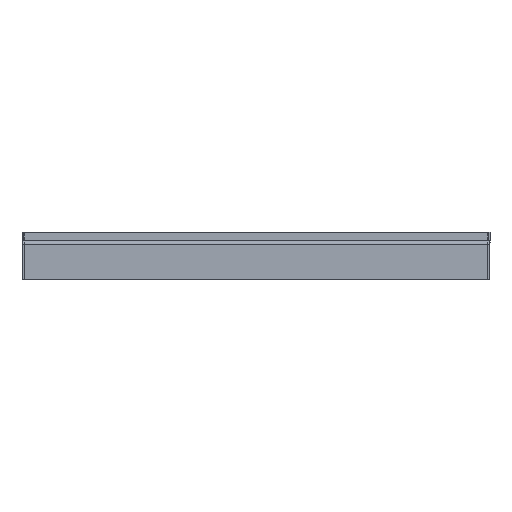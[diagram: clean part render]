
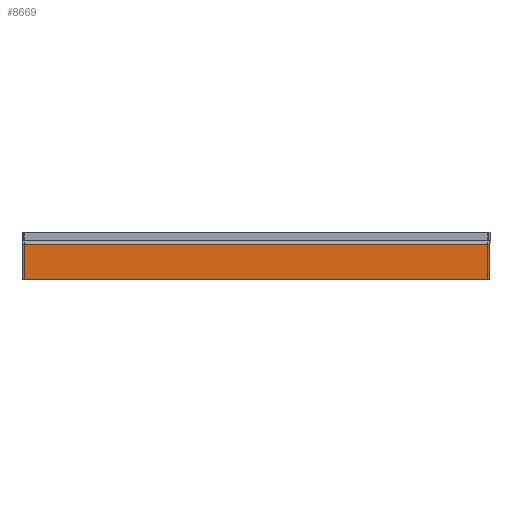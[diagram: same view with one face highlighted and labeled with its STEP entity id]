
A CAD part, top view. The second image highlights one B-rep face of the part: STEP entity #8669.
In plain terms, the highlighted planar face has unit normal (0, 0, 1).
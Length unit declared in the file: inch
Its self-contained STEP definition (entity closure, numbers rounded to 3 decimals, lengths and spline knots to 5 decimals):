
#311 = DIRECTION ( 'NONE',  ( 1., 0., 0. ) ) ;
#438 = ORIENTED_EDGE ( 'NONE', *, *, #5648, .T. ) ;
#859 = LINE ( 'NONE', #6684, #5116 ) ;
#1031 = CARTESIAN_POINT ( 'NONE',  ( 0., 0., 17. ) ) ;
#1073 = DIRECTION ( 'NONE',  ( 0., 0., 1. ) ) ;
#1301 = CARTESIAN_POINT ( 'NONE',  ( 26.96651, -0.375, 17. ) ) ;
#1400 = VERTEX_POINT ( 'NONE', #4826 ) ;
#1920 = DIRECTION ( 'NONE',  ( 0., 1., 0. ) ) ;
#1941 = EDGE_CURVE ( 'NONE', #5763, #6553, #859, .T. ) ;
#2175 = DIRECTION ( 'NONE',  ( 0., -1., 0. ) ) ;
#2273 = LINE ( 'NONE', #5384, #3389 ) ;
#2815 = EDGE_CURVE ( 'NONE', #5802, #6553, #6414, .T. ) ;
#3389 = VECTOR ( 'NONE', #2175, 39.37008 ) ;
#3485 = CARTESIAN_POINT ( 'NONE',  ( 26.96651, 0., 17. ) ) ;
#3682 = EDGE_LOOP ( 'NONE', ( #6390, #438, #7724, #8766 ) ) ;
#3811 = CARTESIAN_POINT ( 'NONE',  ( 26.96651, -4.5, 17. ) ) ;
#4548 = DIRECTION ( 'NONE',  ( 1., 0., 0. ) ) ;
#4632 = PLANE ( 'NONE',  #6123 ) ;
#4826 = CARTESIAN_POINT ( 'NONE',  ( -26.96651, -4.5, 17. ) ) ;
#5116 = VECTOR ( 'NONE', #5310, 39.37008 ) ;
#5310 = DIRECTION ( 'NONE',  ( 1., 0., 0. ) ) ;
#5339 = FACE_OUTER_BOUND ( 'NONE', #3682, .T. ) ;
#5384 = CARTESIAN_POINT ( 'NONE',  ( -26.96651, 0., 17. ) ) ;
#5448 = LINE ( 'NONE', #7451, #8863 ) ;
#5648 = EDGE_CURVE ( 'NONE', #5763, #1400, #2273, .T. ) ;
#5763 = VERTEX_POINT ( 'NONE', #7897 ) ;
#5802 = VERTEX_POINT ( 'NONE', #3811 ) ;
#6123 = AXIS2_PLACEMENT_3D ( 'NONE', #1031, #1073, #311 ) ;
#6390 = ORIENTED_EDGE ( 'NONE', *, *, #1941, .F. ) ;
#6414 = LINE ( 'NONE', #3485, #7533 ) ;
#6553 = VERTEX_POINT ( 'NONE', #1301 ) ;
#6684 = CARTESIAN_POINT ( 'NONE',  ( 26.875, -0.375, 17. ) ) ;
#7451 = CARTESIAN_POINT ( 'NONE',  ( 0., -4.5, 17. ) ) ;
#7533 = VECTOR ( 'NONE', #1920, 39.37008 ) ;
#7724 = ORIENTED_EDGE ( 'NONE', *, *, #7988, .T. ) ;
#7897 = CARTESIAN_POINT ( 'NONE',  ( -26.96651, -0.375, 17. ) ) ;
#7988 = EDGE_CURVE ( 'NONE', #1400, #5802, #5448, .T. ) ;
#8669 = ADVANCED_FACE ( 'NONE', ( #5339 ), #4632, .T. ) ;
#8766 = ORIENTED_EDGE ( 'NONE', *, *, #2815, .T. ) ;
#8863 = VECTOR ( 'NONE', #4548, 39.37008 ) ;
